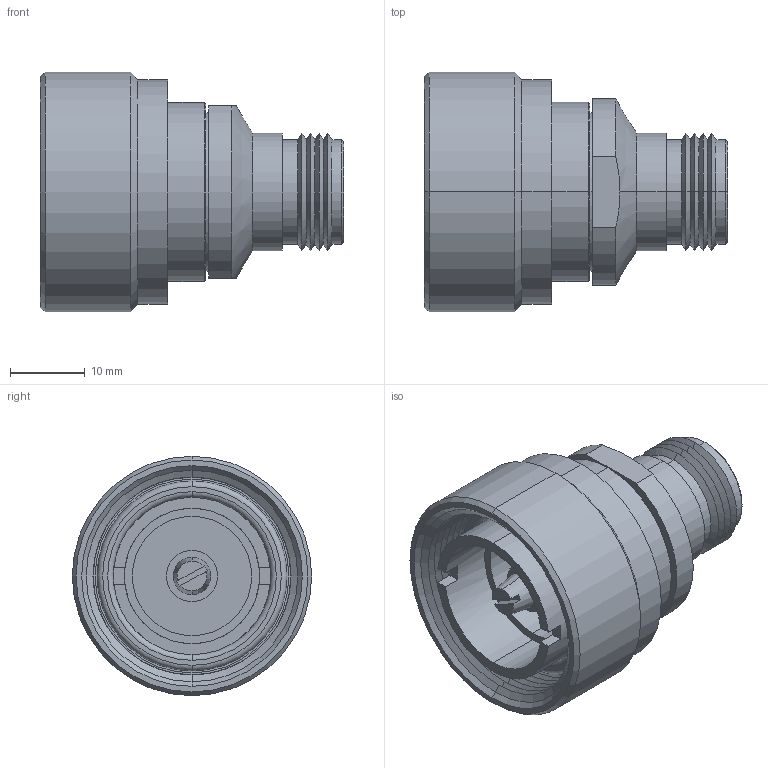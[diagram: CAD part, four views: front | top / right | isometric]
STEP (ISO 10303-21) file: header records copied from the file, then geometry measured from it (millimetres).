
FILE_DESCRIPTION (( 'STEP AP214' ), '1' );
FILE_NAME ('AXA-NFDM.STEP', '2013-06-28T15:31:01', ( 'L-Com' ), ( 'L-Com Global Connectivity' ), 'SwSTEP 2.0', 'SolidWorks 2012', '' );
FILE_SCHEMA (( 'AUTOMOTIVE_DESIGN' ));
Length unit declared in the file: inch
Products named in the file (1): AXA-NFDM
Bounding box: 40.58 x 32 x 32 mm (x, y, z)
Volume: 14701 mm3; surface area: 9831.3 mm2
Topology: 2 solids, 2 shells, 167 faces, 374 edges, 223 vertices
Faces by surface type: cone 72, plane 47, cylinder 42, torus 6
Entity records: 4937 total; most frequent: CARTESIAN_POINT 963, DIRECTION 866, ORIENTED_EDGE 744, EDGE_CURVE 372, AXIS2_PLACEMENT_3D 358, VERTEX_POINT 223, CIRCLE 190, EDGE_LOOP 183
